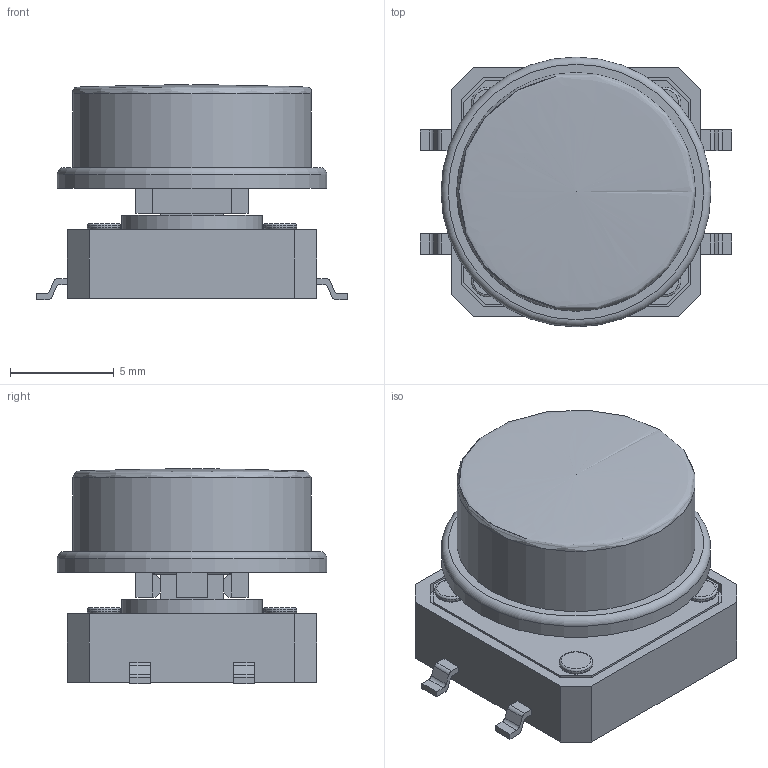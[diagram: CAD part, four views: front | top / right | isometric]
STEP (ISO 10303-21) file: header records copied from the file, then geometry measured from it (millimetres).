
FILE_DESCRIPTION(('FreeCAD Model'),'2;1');
FILE_NAME('SW_PUSH_SMD_125x12mm_SNAP_YELLOW.step','2020-08-03T21:53:36',( 'kicad StepUp'),('ksu MCAD'),'Open CASCADE STEP processor 7.3', 'FreeCAD','Unknown');
FILE_SCHEMA(('AUTOMOTIVE_DESIGN { 1 0 10303 214 1 1 1 1 }'));
Length unit declared in the file: millimetre
Products named in the file (1): SW_PUSH_SMD_125x12mm_SNAP_YELLOW
Bounding box: 15 x 13 x 10.36 mm (x, y, z)
Volume: 673.7 mm3; surface area: 1625.4 mm2
Topology: 12 solids, 12 shells, 202 faces, 466 edges, 291 vertices
Faces by surface type: plane 137, cylinder 46, torus 10, sphere 8, revolution 1
Full cylindrical faces by diameter (mm): 0.98 x4, 1 x4, 1.6 x4, 2 x1, 6.8 x1, 7 x1, 10.9 x1, 11.502 x1, 13 x1
Entity records: 7027 total; most frequent: DIRECTION 977, CARTESIAN_POINT 964, ORIENTED_EDGE 914, EDGE_CURVE 457, LINE 340, VECTOR 340, AXIS2_PLACEMENT_3D 318, VERTEX_POINT 291
